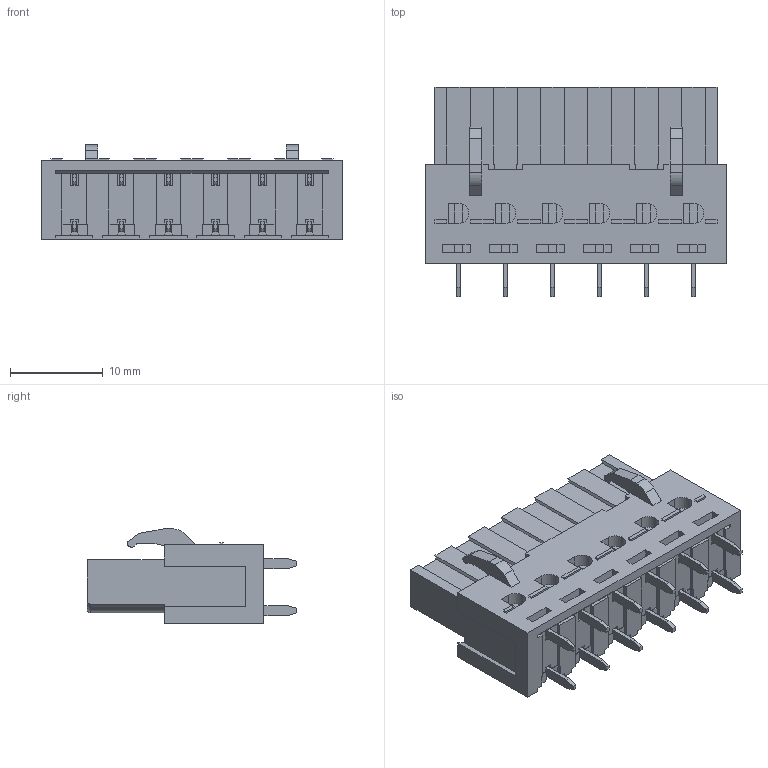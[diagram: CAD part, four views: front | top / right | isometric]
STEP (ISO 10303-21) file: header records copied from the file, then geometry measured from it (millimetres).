
FILE_DESCRIPTION((''),'2;1');
FILE_NAME('WJ2EDGB-508-06P','2017-03-16T',('QZY'),(''),'CREO PARAMETRIC BY PTC INC, 2014440','CREO PARAMETRIC BY PTC INC, 2014440','');
FILE_SCHEMA(('CONFIG_CONTROL_DESIGN'));
Length unit declared in the file: millimetre
Products named in the file (1): WJ2EDGB-508-06P
Bounding box: 32.48 x 22.6 x 10.2 mm (x, y, z)
Volume: 3771.1 mm3; surface area: 3179.3 mm2
Topology: 13 solids, 13 shells, 570 faces, 1505 edges, 986 vertices
Faces by surface type: plane 513, cylinder 39, cone 12, torus 6
Entity records: 17362 total; most frequent: CARTESIAN_POINT 3201, ORIENTED_EDGE 3010, DIRECTION 2697, EDGE_CURVE 1505, VECTOR 1389, LINE 1389, VERTEX_POINT 986, AXIS2_PLACEMENT_3D 654
